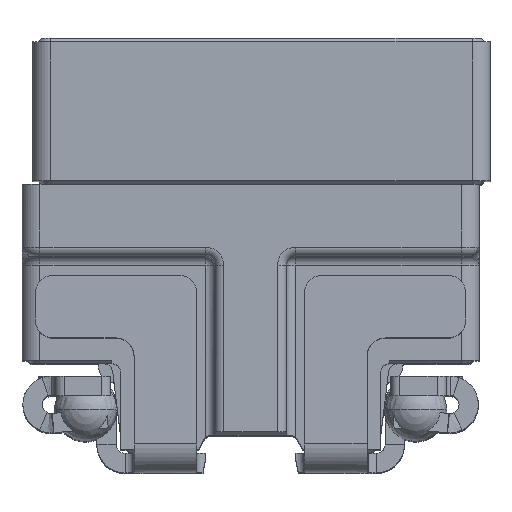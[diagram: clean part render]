
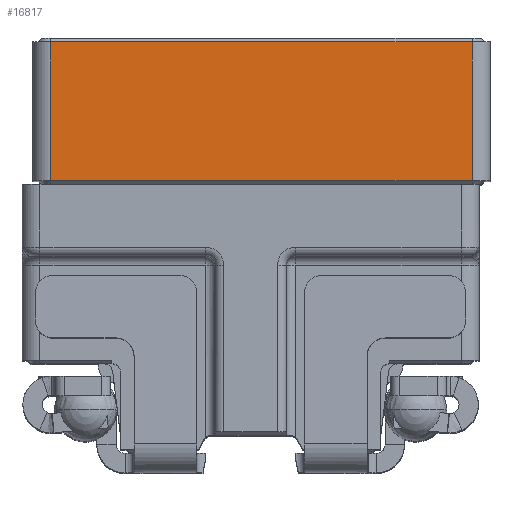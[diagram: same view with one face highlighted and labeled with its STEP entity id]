
A CAD part, top view. The second image highlights one B-rep face of the part: STEP entity #16817.
In plain terms, the highlighted planar face has unit normal (0, 0, 1).
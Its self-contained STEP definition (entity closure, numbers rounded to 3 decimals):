
#3740=DIRECTION('',(1.,0.,0.));
#3741=VECTOR('',#3740,2.35);
#3742=CARTESIAN_POINT('',(16.285,2.295,1.685));
#3743=LINE('',#3742,#3741);
#3744=DIRECTION('',(0.,1.,0.));
#3745=VECTOR('',#3744,0.775);
#3746=CARTESIAN_POINT('',(18.635,1.52,1.685));
#3747=LINE('',#3746,#3745);
#3748=DIRECTION('',(1.,0.,0.));
#3749=VECTOR('',#3748,2.35);
#3750=CARTESIAN_POINT('',(16.285,1.52,1.685));
#3751=LINE('',#3750,#3749);
#3752=DIRECTION('',(0.,-1.,0.));
#3753=VECTOR('',#3752,0.775);
#3754=CARTESIAN_POINT('',(16.285,2.295,1.685));
#3755=LINE('',#3754,#3753);
#9438=CARTESIAN_POINT('',(16.285,2.295,1.685));
#9439=CARTESIAN_POINT('',(18.635,2.295,1.685));
#9440=VERTEX_POINT('',#9438);
#9441=VERTEX_POINT('',#9439);
#9468=CARTESIAN_POINT('',(16.285,1.52,1.685));
#9469=VERTEX_POINT('',#9468);
#9472=CARTESIAN_POINT('',(18.635,1.52,1.685));
#9473=VERTEX_POINT('',#9472);
#16805=CARTESIAN_POINT('',(17.46,1.908,1.685));
#16806=DIRECTION('',(0.,0.,1.));
#16807=DIRECTION('',(1.,0.,0.));
#16808=AXIS2_PLACEMENT_3D('',#16805,#16806,#16807);
#16809=PLANE('',#16808);
#16810=ORIENTED_EDGE('',*,*,#16709,.T.);
#16811=ORIENTED_EDGE('',*,*,#16793,.F.);
#16812=ORIENTED_EDGE('',*,*,#16647,.F.);
#16814=ORIENTED_EDGE('',*,*,#16813,.F.);
#16815=EDGE_LOOP('',(#16810,#16811,#16812,#16814));
#16816=FACE_OUTER_BOUND('',#16815,.F.);
#16647=EDGE_CURVE('',#9469,#9473,#3751,.T.);
#16709=EDGE_CURVE('',#9440,#9441,#3743,.T.);
#16793=EDGE_CURVE('',#9473,#9441,#3747,.T.);
#16813=EDGE_CURVE('',#9440,#9469,#3755,.T.);
#16817=ADVANCED_FACE('',(#16816),#16809,.T.);
